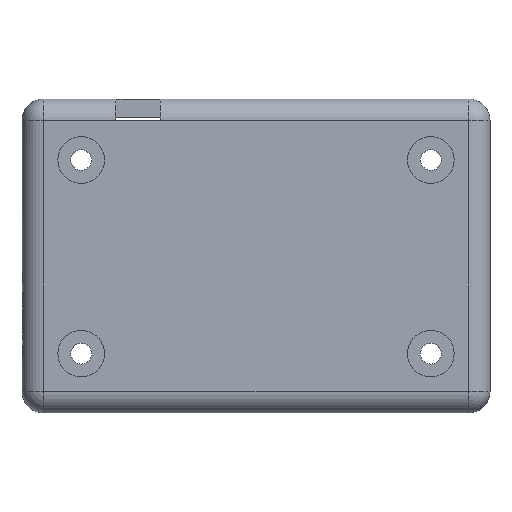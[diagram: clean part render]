
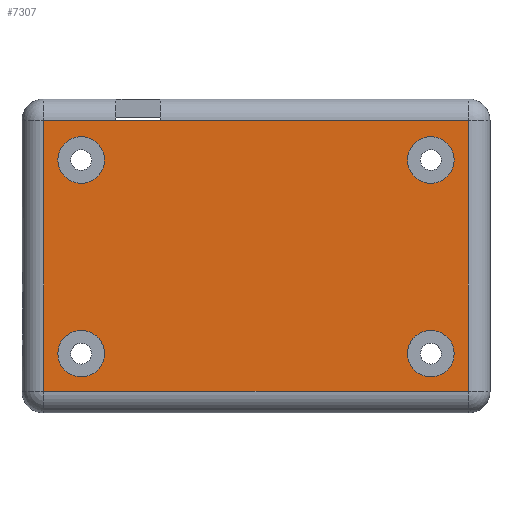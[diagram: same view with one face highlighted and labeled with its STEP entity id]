
A CAD part, top view. The second image highlights one B-rep face of the part: STEP entity #7307.
In plain terms, the highlighted planar face has unit normal (0, 0, 1).
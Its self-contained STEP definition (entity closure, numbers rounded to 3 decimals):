
#4175 = VERTEX_POINT('',#4176);
#4176 = CARTESIAN_POINT('',(-19.551,18.833,
    5.5));
#4282 = VERTEX_POINT('',#4283);
#4283 = CARTESIAN_POINT('',(-13.346,18.833,
    5.5));
#4350 = EDGE_CURVE('',#4282,#4175,#4351,.T.);
#4351 = LINE('',#4352,#4353);
#4352 = CARTESIAN_POINT('',(-25.908,18.833,
    5.5));
#4353 = VECTOR('',#4354,1.);
#4354 = DIRECTION('',(-1.,0.,0.));
#7262 = VERTEX_POINT('',#7263);
#7263 = CARTESIAN_POINT('',(-29.648,18.833,
    5.5));
#7270 = EDGE_CURVE('',#4175,#7262,#7271,.T.);
#7271 = LINE('',#7272,#7273);
#7272 = CARTESIAN_POINT('',(-25.908,18.833,
    5.5));
#7273 = VECTOR('',#7274,1.);
#7274 = DIRECTION('',(-1.,0.,0.));
#7286 = EDGE_CURVE('',#7287,#4282,#7289,.T.);
#7287 = VERTEX_POINT('',#7288);
#7288 = CARTESIAN_POINT('',(29.602,18.833,
    5.5));
#7289 = LINE('',#7290,#7291);
#7290 = CARTESIAN_POINT('',(-25.908,18.833,
    5.5));
#7291 = VECTOR('',#7292,1.);
#7292 = DIRECTION('',(-1.,0.,0.));
#7307 = ADVANCED_FACE('',(#7308,#7319,#7330,#7357,#7368),#7379,.F.);
#7308 = FACE_BOUND('',#7309,.T.);
#7309 = EDGE_LOOP('',(#7310));
#7310 = ORIENTED_EDGE('',*,*,#7311,.T.);
#7311 = EDGE_CURVE('',#7312,#7312,#7314,.T.);
#7312 = VERTEX_POINT('',#7313);
#7313 = CARTESIAN_POINT('',(-24.398,-16.918,
    5.5));
#7314 = CIRCLE('',#7315,3.25);
#7315 = AXIS2_PLACEMENT_3D('',#7316,#7317,#7318);
#7316 = CARTESIAN_POINT('',(-24.398,-13.667,
    5.5));
#7317 = DIRECTION('',(0.,0.,-1.));
#7318 = DIRECTION('',(0.,-1.,0.));
#7319 = FACE_BOUND('',#7320,.T.);
#7320 = EDGE_LOOP('',(#7321));
#7321 = ORIENTED_EDGE('',*,*,#7322,.T.);
#7322 = EDGE_CURVE('',#7323,#7323,#7325,.T.);
#7323 = VERTEX_POINT('',#7324);
#7324 = CARTESIAN_POINT('',(-24.398,10.082,
    5.5));
#7325 = CIRCLE('',#7326,3.25);
#7326 = AXIS2_PLACEMENT_3D('',#7327,#7328,#7329);
#7327 = CARTESIAN_POINT('',(-24.398,13.333,
    5.5));
#7328 = DIRECTION('',(0.,0.,-1.));
#7329 = DIRECTION('',(0.,-1.,0.));
#7330 = FACE_BOUND('',#7331,.T.);
#7331 = EDGE_LOOP('',(#7332,#7342,#7348,#7349,#7350,#7351));
#7332 = ORIENTED_EDGE('',*,*,#7333,.T.);
#7333 = EDGE_CURVE('',#7334,#7336,#7338,.T.);
#7334 = VERTEX_POINT('',#7335);
#7335 = CARTESIAN_POINT('',(-29.648,-18.917,
    5.5));
#7336 = VERTEX_POINT('',#7337);
#7337 = CARTESIAN_POINT('',(29.602,-18.917,
    5.5));
#7338 = LINE('',#7339,#7340);
#7339 = CARTESIAN_POINT('',(-25.908,-18.917,
    5.5));
#7340 = VECTOR('',#7341,1.);
#7341 = DIRECTION('',(1.,0.,0.));
#7342 = ORIENTED_EDGE('',*,*,#7343,.T.);
#7343 = EDGE_CURVE('',#7336,#7287,#7344,.T.);
#7344 = LINE('',#7345,#7346);
#7345 = CARTESIAN_POINT('',(29.602,-16.545,
    5.5));
#7346 = VECTOR('',#7347,1.);
#7347 = DIRECTION('',(0.,1.,0.));
#7348 = ORIENTED_EDGE('',*,*,#7286,.T.);
#7349 = ORIENTED_EDGE('',*,*,#4350,.T.);
#7350 = ORIENTED_EDGE('',*,*,#7270,.T.);
#7351 = ORIENTED_EDGE('',*,*,#7352,.T.);
#7352 = EDGE_CURVE('',#7262,#7334,#7353,.T.);
#7353 = LINE('',#7354,#7355);
#7354 = CARTESIAN_POINT('',(-29.648,-16.545,
    5.5));
#7355 = VECTOR('',#7356,1.);
#7356 = DIRECTION('',(0.,-1.,0.));
#7357 = FACE_BOUND('',#7358,.T.);
#7358 = EDGE_LOOP('',(#7359));
#7359 = ORIENTED_EDGE('',*,*,#7360,.T.);
#7360 = EDGE_CURVE('',#7361,#7361,#7363,.T.);
#7361 = VERTEX_POINT('',#7362);
#7362 = CARTESIAN_POINT('',(24.352,10.082,
    5.5));
#7363 = CIRCLE('',#7364,3.25);
#7364 = AXIS2_PLACEMENT_3D('',#7365,#7366,#7367);
#7365 = CARTESIAN_POINT('',(24.352,13.333,
    5.5));
#7366 = DIRECTION('',(0.,0.,-1.));
#7367 = DIRECTION('',(0.,-1.,0.));
#7368 = FACE_BOUND('',#7369,.T.);
#7369 = EDGE_LOOP('',(#7370));
#7370 = ORIENTED_EDGE('',*,*,#7371,.T.);
#7371 = EDGE_CURVE('',#7372,#7372,#7374,.T.);
#7372 = VERTEX_POINT('',#7373);
#7373 = CARTESIAN_POINT('',(24.352,-16.918,
    5.5));
#7374 = CIRCLE('',#7375,3.25);
#7375 = AXIS2_PLACEMENT_3D('',#7376,#7377,#7378);
#7376 = CARTESIAN_POINT('',(24.352,-13.667,
    5.5));
#7377 = DIRECTION('',(0.,0.,-1.));
#7378 = DIRECTION('',(0.,-1.,0.));
#7379 = PLANE('',#7380);
#7380 = AXIS2_PLACEMENT_3D('',#7381,#7382,#7383);
#7381 = CARTESIAN_POINT('',(-25.908,-16.545,
    5.5));
#7382 = DIRECTION('',(0.,0.,-1.));
#7383 = DIRECTION('',(0.906,0.424,0.));
